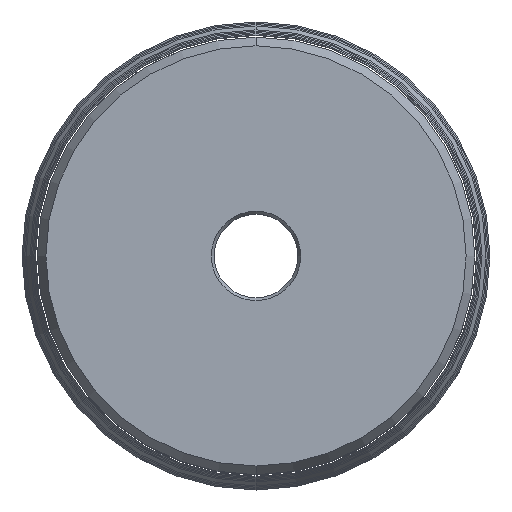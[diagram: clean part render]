
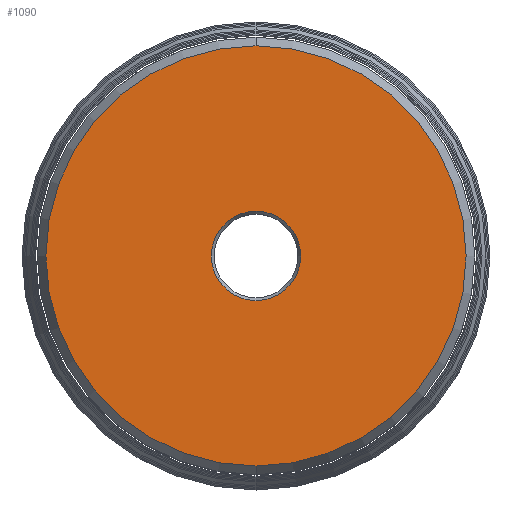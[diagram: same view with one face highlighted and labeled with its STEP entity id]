
A CAD part, top view. The second image highlights one B-rep face of the part: STEP entity #1090.
In plain terms, the highlighted planar face has unit normal (0, 0, 1).
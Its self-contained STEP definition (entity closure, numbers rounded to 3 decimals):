
#54=CARTESIAN_POINT('',(0.,0.,15.5));
#55=DIRECTION('',(0.,0.,-1.));
#56=DIRECTION('',(0.866,0.5,0.));
#57=AXIS2_PLACEMENT_3D('',#54,#55,#56);
#62=CARTESIAN_POINT('',(0.,0.,15.5));
#63=DIRECTION('',(0.,0.,-1.));
#64=DIRECTION('',(-0.866,-0.5,0.));
#65=AXIS2_PLACEMENT_3D('',#62,#63,#64);
#84=CARTESIAN_POINT('',(0.,0.,15.5));
#85=DIRECTION('',(0.,0.,-1.));
#86=DIRECTION('',(0.,1.,0.));
#87=AXIS2_PLACEMENT_3D('',#84,#85,#86);
#92=CARTESIAN_POINT('',(0.,0.,15.5));
#93=DIRECTION('',(0.,0.,1.));
#94=DIRECTION('',(0.,1.,0.));
#95=AXIS2_PLACEMENT_3D('',#92,#93,#94);
#923=CARTESIAN_POINT('',(0.,12.58,15.5));
#925=VERTEX_POINT('',#923);
#927=CARTESIAN_POINT('',(0.,-12.58,15.5));
#929=VERTEX_POINT('',#927);
#1003=CARTESIAN_POINT('',(2.315,1.337,15.5));
#1004=VERTEX_POINT('',#1003);
#1005=CARTESIAN_POINT('',(-2.315,-1.337,15.5));
#1006=VERTEX_POINT('',#1005);
#1075=CARTESIAN_POINT('',(0.,0.,15.5));
#1076=DIRECTION('',(0.,0.,1.));
#1077=DIRECTION('',(0.,-1.,0.));
#1078=AXIS2_PLACEMENT_3D('',#1075,#1076,#1077);
#1079=PLANE('',#1078);
#1081=ORIENTED_EDGE('',*,*,#1080,.T.);
#1083=ORIENTED_EDGE('',*,*,#1082,.F.);
#1084=EDGE_LOOP('',(#1081,#1083));
#1085=FACE_OUTER_BOUND('',#1084,.F.);
#1086=ORIENTED_EDGE('',*,*,#1067,.F.);
#1087=ORIENTED_EDGE('',*,*,#1056,.F.);
#1088=EDGE_LOOP('',(#1086,#1087));
#1089=FACE_BOUND('',#1088,.F.);
#58=CIRCLE('',#57,2.673);
#66=CIRCLE('',#65,2.673);
#88=CIRCLE('',#87,12.58);
#96=CIRCLE('',#95,12.58);
#1056=EDGE_CURVE('',#1006,#1004,#66,.T.);
#1067=EDGE_CURVE('',#1004,#1006,#58,.T.);
#1080=EDGE_CURVE('',#925,#929,#88,.T.);
#1082=EDGE_CURVE('',#925,#929,#96,.T.);
#1090=ADVANCED_FACE('',(#1085,#1089),#1079,.T.);
